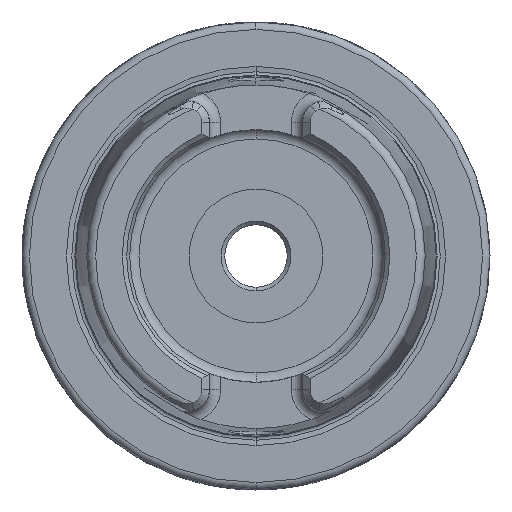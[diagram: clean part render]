
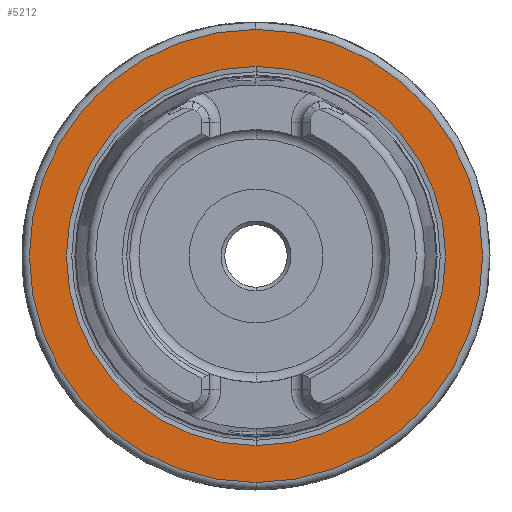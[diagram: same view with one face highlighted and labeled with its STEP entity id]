
A CAD part, left-side view. The second image highlights one B-rep face of the part: STEP entity #5212.
In plain terms, the highlighted planar face has unit normal (-1, 0, 0).
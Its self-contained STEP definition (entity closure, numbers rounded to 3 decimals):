
#229 = EDGE_CURVE ( 'NONE', #1580, #3767, #4591, .T. ) ;
#1580 = VERTEX_POINT ( 'NONE', #4433 ) ;
#1835 = DIRECTION ( 'NONE',  ( -1., 0., 0. ) ) ;
#2118 = PLANE ( 'NONE',  #7811 ) ;
#2883 = DIRECTION ( 'NONE',  ( 0., 0., -1. ) ) ;
#3153 = DIRECTION ( 'NONE',  ( 1., 0., 0. ) ) ;
#3229 = CARTESIAN_POINT ( 'NONE',  ( -64., 0., 0. ) ) ;
#3767 = VERTEX_POINT ( 'NONE', #4016 ) ;
#3813 = EDGE_LOOP ( 'NONE', ( #5200, #4246 ) ) ;
#3845 = AXIS2_PLACEMENT_3D ( 'NONE', #8221, #3153, #8146 ) ;
#3987 = DIRECTION ( 'NONE',  ( 0., 0., -1. ) ) ;
#4016 = CARTESIAN_POINT ( 'NONE',  ( -64., 0., -25.521 ) ) ;
#4021 = CARTESIAN_POINT ( 'NONE',  ( -64., 0., 0. ) ) ;
#4246 = ORIENTED_EDGE ( 'NONE', *, *, #5917, .T. ) ;
#4433 = CARTESIAN_POINT ( 'NONE',  ( -64., 0., 25.521 ) ) ;
#4591 = CIRCLE ( 'NONE', #3845, 25.521 ) ;
#4800 = DIRECTION ( 'NONE',  ( 0., 0., -1. ) ) ;
#4909 = AXIS2_PLACEMENT_3D ( 'NONE', #4021, #8949, #4800 ) ;
#4967 = AXIS2_PLACEMENT_3D ( 'NONE', #3229, #8278, #3987 ) ;
#5200 = ORIENTED_EDGE ( 'NONE', *, *, #6196, .T. ) ;
#5212 = ADVANCED_FACE ( 'NONE', ( #8603, #8717 ), #2118, .F. ) ;
#5283 = ORIENTED_EDGE ( 'NONE', *, *, #6224, .T. ) ;
#5301 = VERTEX_POINT ( 'NONE', #8748 ) ;
#5446 = ORIENTED_EDGE ( 'NONE', *, *, #229, .T. ) ;
#5637 = CARTESIAN_POINT ( 'NONE',  ( -64., 0., 30.5 ) ) ;
#5693 = EDGE_LOOP ( 'NONE', ( #5446, #5283 ) ) ;
#5917 = EDGE_CURVE ( 'NONE', #7435, #5301, #6960, .T. ) ;
#5939 = AXIS2_PLACEMENT_3D ( 'NONE', #6419, #1835, #7096 ) ;
#6196 = EDGE_CURVE ( 'NONE', #5301, #7435, #6420, .T. ) ;
#6224 = EDGE_CURVE ( 'NONE', #3767, #1580, #6349, .T. ) ;
#6349 = CIRCLE ( 'NONE', #4909, 25.521 ) ;
#6419 = CARTESIAN_POINT ( 'NONE',  ( -64., 0., 0. ) ) ;
#6420 = CIRCLE ( 'NONE', #4967, 30.5 ) ;
#6960 = CIRCLE ( 'NONE', #5939, 30.5 ) ;
#7096 = DIRECTION ( 'NONE',  ( 0., 0., -1. ) ) ;
#7274 = CARTESIAN_POINT ( 'NONE',  ( -64., 31.5, 0. ) ) ;
#7332 = DIRECTION ( 'NONE',  ( 1., 0., 0. ) ) ;
#7435 = VERTEX_POINT ( 'NONE', #5637 ) ;
#7811 = AXIS2_PLACEMENT_3D ( 'NONE', #7274, #7332, #2883 ) ;
#8146 = DIRECTION ( 'NONE',  ( 0., 0., -1. ) ) ;
#8221 = CARTESIAN_POINT ( 'NONE',  ( -64., 0., 0. ) ) ;
#8278 = DIRECTION ( 'NONE',  ( -1., 0., 0. ) ) ;
#8603 = FACE_OUTER_BOUND ( 'NONE', #3813, .T. ) ;
#8717 = FACE_BOUND ( 'NONE', #5693, .T. ) ;
#8748 = CARTESIAN_POINT ( 'NONE',  ( -64., 0., -30.5 ) ) ;
#8949 = DIRECTION ( 'NONE',  ( 1., 0., 0. ) ) ;
